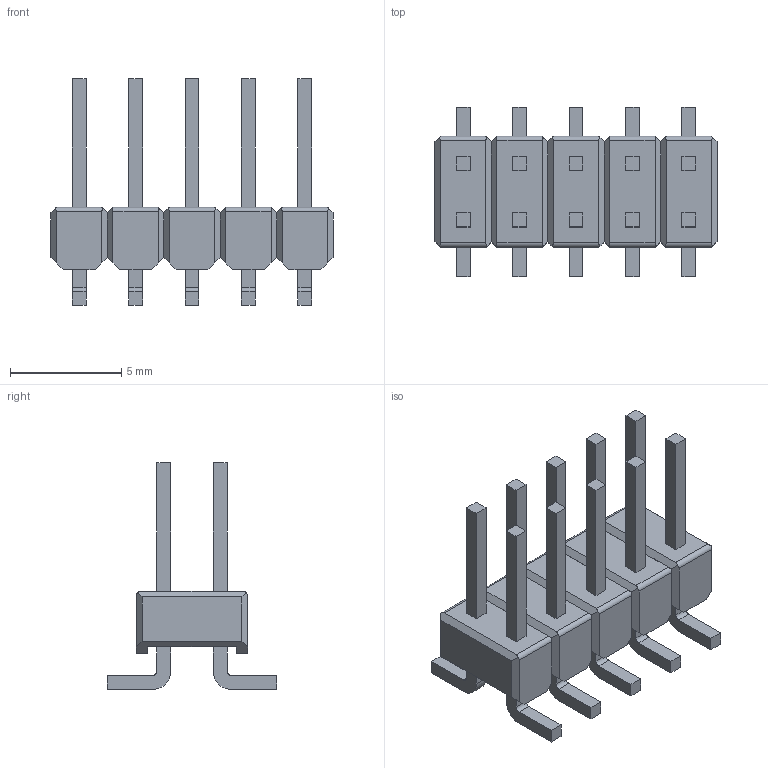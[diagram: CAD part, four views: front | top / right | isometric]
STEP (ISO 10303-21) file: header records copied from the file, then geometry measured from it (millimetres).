
FILE_DESCRIPTION((''),'2;1');
FILE_NAME('TYCO_1241050-5.stp','2015-08-11T19:03:19',(''),(''),'Mechanical Desktop 2011','Mechanical Desktop 2011',', , ');
FILE_SCHEMA(('AUTOMOTIVE_DESIGN { 1 2 10303 214 1 1 1 1 }'));
Length unit declared in the file: millimetre
Products named in the file (1): Product
Bounding box: 12.7 x 7.62 x 10.21 mm (x, y, z)
Volume: 195.3 mm3; surface area: 491.3 mm2
Topology: 21 solids, 21 shells, 252 faces, 614 edges, 404 vertices
Faces by surface type: plane 222, cylinder 30
Entity records: 7329 total; most frequent: CARTESIAN_POINT 1271, ORIENTED_EDGE 1228, DIRECTION 1200, EDGE_CURVE 614, VECTOR 534, LINE 534, VERTEX_POINT 404, AXIS2_PLACEMENT_3D 333
